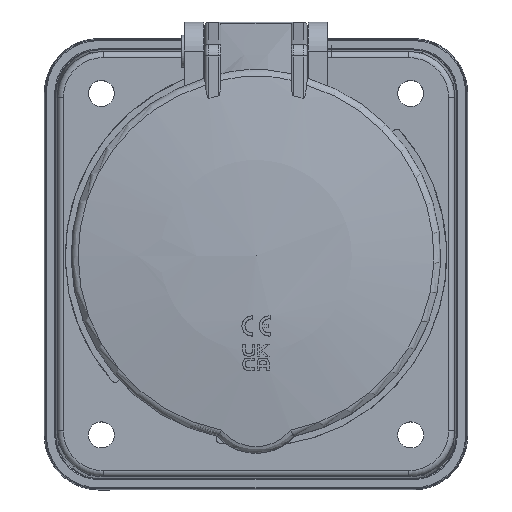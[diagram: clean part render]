
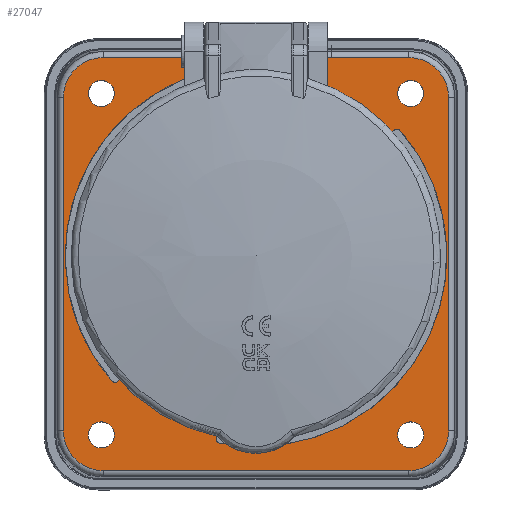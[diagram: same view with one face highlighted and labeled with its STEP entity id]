
A CAD part, top view. The second image highlights one B-rep face of the part: STEP entity #27047.
In plain terms, the highlighted planar face has unit normal (0, 0, 1).
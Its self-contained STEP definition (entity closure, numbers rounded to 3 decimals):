
#1545=FACE_BOUND('',#5256,.T.);
#1546=FACE_BOUND('',#5257,.T.);
#1547=FACE_BOUND('',#5258,.T.);
#1548=FACE_BOUND('',#5259,.T.);
#1549=FACE_BOUND('',#5260,.T.);
#2103=CIRCLE('',#28453,38.5);
#2106=CIRCLE('',#28460,3.25);
#2107=CIRCLE('',#28462,3.25);
#2108=CIRCLE('',#28464,3.25);
#2111=CIRCLE('',#28468,3.25);
#2117=CIRCLE('',#28484,9.948);
#2118=CIRCLE('',#28486,9.948);
#2123=CIRCLE('',#28494,9.948);
#2124=CIRCLE('',#28496,9.948);
#2153=CIRCLE('',#28571,38.5);
#2154=CIRCLE('',#28573,38.5);
#2155=CIRCLE('',#28576,8.);
#3756=FACE_OUTER_BOUND('',#5255,.T.);
#5255=EDGE_LOOP('',(#22985,#22986,#22987,#22988,#22989,#22990,#22991,#22992));
#5256=EDGE_LOOP('',(#22993));
#5257=EDGE_LOOP('',(#22994));
#5258=EDGE_LOOP('',(#22995));
#5259=EDGE_LOOP('',(#22996));
#5260=EDGE_LOOP('',(#22997,#22998,#22999,#23000,#23001,#23002,#23003,#23004));
#6771=LINE('',#44491,#8881);
#6802=LINE('',#44615,#8912);
#6803=LINE('',#44619,#8913);
#6859=LINE('',#44802,#8969);
#6881=LINE('',#44868,#8991);
#6882=LINE('',#44880,#8992);
#6883=LINE('',#44883,#8993);
#6884=LINE('',#44894,#8994);
#8881=VECTOR('',#33048,1.);
#8912=VECTOR('',#33183,1.);
#8913=VECTOR('',#33186,1.);
#8969=VECTOR('',#33336,1.);
#8991=VECTOR('',#33412,10.);
#8992=VECTOR('',#33429,10.);
#8993=VECTOR('',#33432,10.);
#8994=VECTOR('',#33449,10.);
#11249=VERTEX_POINT('',#44488);
#11250=VERTEX_POINT('',#44490);
#11291=VERTEX_POINT('',#44614);
#11292=VERTEX_POINT('',#44616);
#11293=VERTEX_POINT('',#44618);
#11373=VERTEX_POINT('',#44801);
#11376=VERTEX_POINT('',#44814);
#11377=VERTEX_POINT('',#44818);
#11378=VERTEX_POINT('',#44822);
#11381=VERTEX_POINT('',#44830);
#11389=VERTEX_POINT('',#44864);
#11390=VERTEX_POINT('',#44866);
#11391=VERTEX_POINT('',#44870);
#11392=VERTEX_POINT('',#44874);
#11393=VERTEX_POINT('',#44878);
#11394=VERTEX_POINT('',#44882);
#11395=VERTEX_POINT('',#44886);
#11396=VERTEX_POINT('',#44890);
#11438=VERTEX_POINT('',#45070);
#11439=VERTEX_POINT('',#45074);
#14562=EDGE_CURVE('',#11249,#11250,#6771,.T.);
#14626=EDGE_CURVE('',#11250,#11291,#6802,.T.);
#14628=EDGE_CURVE('',#11292,#11293,#6803,.T.);
#14725=EDGE_CURVE('',#11291,#11292,#2103,.T.);
#14726=EDGE_CURVE('',#11293,#11373,#6859,.T.);
#14734=EDGE_CURVE('',#11376,#11376,#2106,.T.);
#14736=EDGE_CURVE('',#11377,#11377,#2107,.T.);
#14738=EDGE_CURVE('',#11378,#11378,#2108,.T.);
#14742=EDGE_CURVE('',#11381,#11381,#2111,.T.);
#14760=EDGE_CURVE('',#11390,#11389,#6881,.T.);
#14762=EDGE_CURVE('',#11391,#11390,#2117,.T.);
#14763=EDGE_CURVE('',#11389,#11392,#2118,.T.);
#14766=EDGE_CURVE('',#11393,#11391,#6882,.T.);
#14767=EDGE_CURVE('',#11392,#11394,#6883,.T.);
#14770=EDGE_CURVE('',#11395,#11393,#2123,.T.);
#14771=EDGE_CURVE('',#11394,#11396,#2124,.T.);
#14773=EDGE_CURVE('',#11396,#11395,#6884,.T.);
#14858=EDGE_CURVE('',#11438,#11249,#2153,.T.);
#14859=EDGE_CURVE('',#11373,#11439,#2154,.T.);
#14861=EDGE_CURVE('',#11439,#11438,#2155,.T.);
#22985=ORIENTED_EDGE('',*,*,#14773,.F.);
#22986=ORIENTED_EDGE('',*,*,#14771,.F.);
#22987=ORIENTED_EDGE('',*,*,#14767,.F.);
#22988=ORIENTED_EDGE('',*,*,#14763,.F.);
#22989=ORIENTED_EDGE('',*,*,#14760,.F.);
#22990=ORIENTED_EDGE('',*,*,#14762,.F.);
#22991=ORIENTED_EDGE('',*,*,#14766,.F.);
#22992=ORIENTED_EDGE('',*,*,#14770,.F.);
#22993=ORIENTED_EDGE('',*,*,#14734,.T.);
#22994=ORIENTED_EDGE('',*,*,#14736,.T.);
#22995=ORIENTED_EDGE('',*,*,#14742,.T.);
#22996=ORIENTED_EDGE('',*,*,#14738,.T.);
#22997=ORIENTED_EDGE('',*,*,#14628,.F.);
#22998=ORIENTED_EDGE('',*,*,#14725,.F.);
#22999=ORIENTED_EDGE('',*,*,#14626,.F.);
#23000=ORIENTED_EDGE('',*,*,#14562,.F.);
#23001=ORIENTED_EDGE('',*,*,#14858,.F.);
#23002=ORIENTED_EDGE('',*,*,#14861,.F.);
#23003=ORIENTED_EDGE('',*,*,#14859,.F.);
#23004=ORIENTED_EDGE('',*,*,#14726,.F.);
#24329=PLANE('',#29178);
#27047=ADVANCED_FACE('',(#3756,#1545,#1546,#1547,#1548,#1549),#24329,.T.);
#28453=AXIS2_PLACEMENT_3D('',#44799,#33332,#33333);
#28460=AXIS2_PLACEMENT_3D('',#44816,#33352,#33353);
#28462=AXIS2_PLACEMENT_3D('',#44820,#33357,#33358);
#28464=AXIS2_PLACEMENT_3D('',#44824,#33362,#33363);
#28468=AXIS2_PLACEMENT_3D('',#44832,#33371,#33372);
#28484=AXIS2_PLACEMENT_3D('',#44872,#33417,#33418);
#28486=AXIS2_PLACEMENT_3D('',#44875,#33421,#33422);
#28494=AXIS2_PLACEMENT_3D('',#44888,#33439,#33440);
#28496=AXIS2_PLACEMENT_3D('',#44891,#33443,#33444);
#28571=AXIS2_PLACEMENT_3D('',#45072,#33649,#33650);
#28573=AXIS2_PLACEMENT_3D('',#45075,#33653,#33654);
#28576=AXIS2_PLACEMENT_3D('',#45079,#33660,#33661);
#29178=AXIS2_PLACEMENT_3D('',#51223,#35252,#35253);
#33048=DIRECTION('',(0.,1.,0.));
#33183=DIRECTION('',(-1.,0.,0.));
#33186=DIRECTION('',(-1.,0.,0.));
#33332=DIRECTION('center_axis',(0.,0.,
1.));
#33333=DIRECTION('ref_axis',(0.,1.,0.));
#33336=DIRECTION('',(0.,-1.,0.));
#33352=DIRECTION('center_axis',(0.,0.,
-1.));
#33353=DIRECTION('ref_axis',(1.,0.,0.));
#33357=DIRECTION('center_axis',(0.,0.,
-1.));
#33358=DIRECTION('ref_axis',(1.,0.,0.));
#33362=DIRECTION('center_axis',(0.,0.,
-1.));
#33363=DIRECTION('ref_axis',(1.,0.,0.));
#33371=DIRECTION('center_axis',(0.,0.,
-1.));
#33372=DIRECTION('ref_axis',(1.,0.,0.));
#33412=DIRECTION('',(0.,1.,0.));
#33417=DIRECTION('center_axis',(0.,0.,
-1.));
#33418=DIRECTION('ref_axis',(-0.707,-0.707,0.));
#33421=DIRECTION('center_axis',(0.,0.,
-1.));
#33422=DIRECTION('ref_axis',(-0.707,0.707,0.));
#33429=DIRECTION('',(-1.,0.,0.));
#33432=DIRECTION('',(1.,0.,0.));
#33439=DIRECTION('center_axis',(0.,0.,
-1.));
#33440=DIRECTION('ref_axis',(0.707,-0.707,0.));
#33443=DIRECTION('center_axis',(0.,0.,
-1.));
#33444=DIRECTION('ref_axis',(0.707,0.707,0.));
#33449=DIRECTION('',(0.,-1.,0.));
#33649=DIRECTION('center_axis',(0.,0.,
1.));
#33650=DIRECTION('ref_axis',(0.,1.,0.));
#33653=DIRECTION('center_axis',(0.,0.,
1.));
#33654=DIRECTION('ref_axis',(0.,1.,0.));
#33660=DIRECTION('center_axis',(0.,0.,
1.));
#33661=DIRECTION('ref_axis',(1.,0.,0.));
#35252=DIRECTION('center_axis',(0.,0.,
1.));
#35253=DIRECTION('ref_axis',(1.,0.,0.));
#44488=CARTESIAN_POINT('',(17.75,34.164,-49.624));
#44490=CARTESIAN_POINT('',(17.75,37.253,-49.624));
#44491=CARTESIAN_POINT('',(17.75,19.498,-49.624));
#44614=CARTESIAN_POINT('',(9.719,37.253,-49.624));
#44615=CARTESIAN_POINT('',(6.5,37.253,-49.624));
#44616=CARTESIAN_POINT('',(-9.719,37.253,-49.624));
#44618=CARTESIAN_POINT('',(-17.75,37.253,-49.624));
#44619=CARTESIAN_POINT('',(6.5,37.253,-49.624));
#44799=CARTESIAN_POINT('Origin',(0.,0.,
-49.624));
#44801=CARTESIAN_POINT('',(-17.75,34.164,-49.624));
#44802=CARTESIAN_POINT('',(-17.75,19.498,-49.624));
#44814=CARTESIAN_POINT('',(35.25,40.5,-49.624));
#44816=CARTESIAN_POINT('Origin',(38.5,40.5,-49.624));
#44818=CARTESIAN_POINT('',(-41.75,-44.5,-49.624));
#44820=CARTESIAN_POINT('Origin',(-38.5,-44.5,-49.624));
#44822=CARTESIAN_POINT('',(-41.75,40.5,-49.624));
#44824=CARTESIAN_POINT('Origin',(-38.5,40.5,-49.624));
#44830=CARTESIAN_POINT('',(35.25,-44.5,-49.624));
#44832=CARTESIAN_POINT('Origin',(38.5,-44.5,-49.624));
#44864=CARTESIAN_POINT('',(-47.948,39.5,-49.624));
#44866=CARTESIAN_POINT('',(-47.948,-43.5,-49.624));
#44868=CARTESIAN_POINT('',(-47.948,-28.75,-49.624));
#44870=CARTESIAN_POINT('',(-38.,-53.448,-49.624));
#44872=CARTESIAN_POINT('Origin',(-38.,-43.5,-49.624));
#44874=CARTESIAN_POINT('',(-38.,49.448,-49.624));
#44875=CARTESIAN_POINT('Origin',(-38.,39.5,-49.624));
#44878=CARTESIAN_POINT('',(38.,-53.448,-49.624));
#44880=CARTESIAN_POINT('',(25.,-53.448,-49.624));
#44882=CARTESIAN_POINT('',(38.,49.448,-49.624));
#44883=CARTESIAN_POINT('',(-25.,49.448,-49.624));
#44886=CARTESIAN_POINT('',(47.948,-43.5,-49.624));
#44888=CARTESIAN_POINT('Origin',(38.,-43.5,-49.624));
#44890=CARTESIAN_POINT('',(47.948,39.5,-49.624));
#44891=CARTESIAN_POINT('Origin',(38.,39.5,-49.624));
#44894=CARTESIAN_POINT('',(47.948,24.75,-49.624));
#45070=CARTESIAN_POINT('',(7.987,-37.662,-49.624));
#45072=CARTESIAN_POINT('Origin',(0.,0.,
-49.624));
#45074=CARTESIAN_POINT('',(-7.987,-37.662,-49.624));
#45075=CARTESIAN_POINT('Origin',(0.,0.,
-49.624));
#45079=CARTESIAN_POINT('Origin',(0.,-37.2,-49.624));
#51223=CARTESIAN_POINT('Origin',(0.,-2.,
-49.624));
